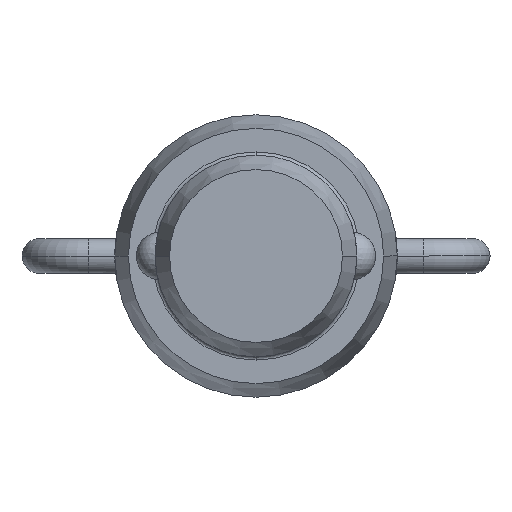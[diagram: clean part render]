
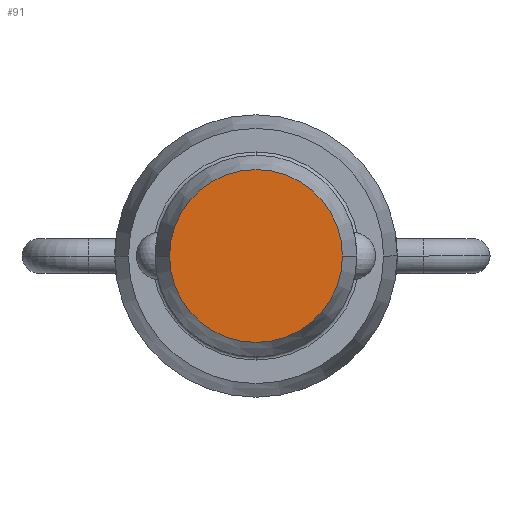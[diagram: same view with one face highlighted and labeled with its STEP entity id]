
A CAD part, front view. The second image highlights one B-rep face of the part: STEP entity #91.
In plain terms, the highlighted planar face has unit normal (0, -1, 0).
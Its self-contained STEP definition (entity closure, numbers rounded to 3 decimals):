
#91=ADVANCED_FACE('',(#206),#207,.T.);
#206=FACE_OUTER_BOUND('',#339,.T.);
#207=PLANE('',#340);
#339=EDGE_LOOP('',(#537,#538));
#340=AXIS2_PLACEMENT_3D('',#539,#540,#541);
#537=ORIENTED_EDGE('',*,*,#853,.T.);
#538=ORIENTED_EDGE('',*,*,#802,.T.);
#539=CARTESIAN_POINT('',(-3.175,-95.504,0.0));
#540=DIRECTION('',(0.,-1.0,0.0));
#541=DIRECTION('',(1.0,0.,0.0));
#802=EDGE_CURVE('',#955,#952,#956,.T.);
#853=EDGE_CURVE('',#952,#955,#1036,.T.);
#952=VERTEX_POINT('',#1157);
#955=VERTEX_POINT('',#1161);
#956=CIRCLE('',#1162,5.44);
#1036=CIRCLE('',#1287,5.44);
#1157=CARTESIAN_POINT('',(-5.44,-95.504,0.0));
#1161=CARTESIAN_POINT('',(5.44,-95.504,0.));
#1162=AXIS2_PLACEMENT_3D('',#1569,#1570,#1571);
#1287=AXIS2_PLACEMENT_3D('',#1661,#1662,#1663);
#1569=CARTESIAN_POINT('',(0.0,-95.504,0.0));
#1570=DIRECTION('',(0.,-1.0,0.0));
#1571=DIRECTION('',(-1.0,0.,0.0));
#1661=CARTESIAN_POINT('',(0.0,-95.504,0.0));
#1662=DIRECTION('',(0.,-1.0,0.0));
#1663=DIRECTION('',(-1.0,0.,0.0));
